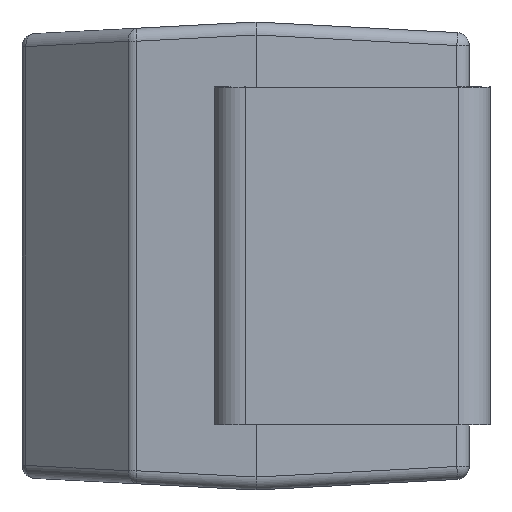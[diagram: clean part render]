
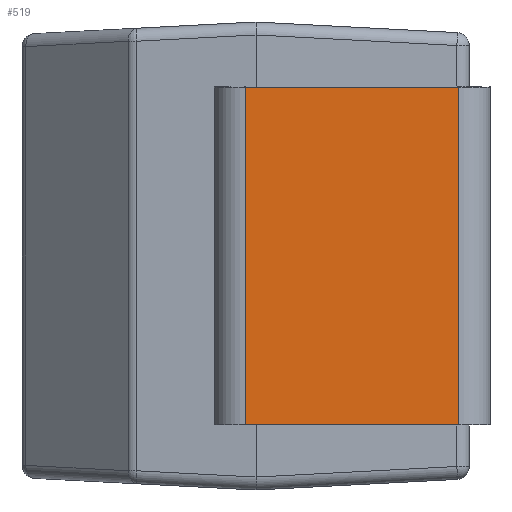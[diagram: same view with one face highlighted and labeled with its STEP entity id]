
A CAD part, left-side view. The second image highlights one B-rep face of the part: STEP entity #519.
In plain terms, the highlighted planar face has unit normal (-1, 0, 0).
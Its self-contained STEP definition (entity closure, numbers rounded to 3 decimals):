
#58 = CARTESIAN_POINT ( 'NONE',  ( -1.7, 0.08, 0.65 ) ) ;
#208 = ORIENTED_EDGE ( 'NONE', *, *, #5517, .T. ) ;
#519 = ADVANCED_FACE ( 'NONE', ( #8865 ), #8181, .F. ) ;
#617 = EDGE_LOOP ( 'NONE', ( #208, #6700, #4813, #9081 ) ) ;
#696 = CARTESIAN_POINT ( 'NONE',  ( -1.7, 0.12, -0.65 ) ) ;
#893 = CARTESIAN_POINT ( 'NONE',  ( -1.7, 0.941, 0.65 ) ) ;
#1388 = VERTEX_POINT ( 'NONE', #6560 ) ;
#1519 = DIRECTION ( 'NONE',  ( 0., 0., -1. ) ) ;
#1663 = LINE ( 'NONE', #4395, #4098 ) ;
#1771 = VECTOR ( 'NONE', #3272, 1000. ) ;
#2334 = DIRECTION ( 'NONE',  ( 0., 0., 1. ) ) ;
#2667 = VERTEX_POINT ( 'NONE', #696 ) ;
#3221 = DIRECTION ( 'NONE',  ( 0., 0., -1. ) ) ;
#3272 = DIRECTION ( 'NONE',  ( 0., -1., 0. ) ) ;
#3693 = DIRECTION ( 'NONE',  ( 0., -1., 0. ) ) ;
#4098 = VECTOR ( 'NONE', #2334, 1000. ) ;
#4302 = AXIS2_PLACEMENT_3D ( 'NONE', #6137, #6004, #3221 ) ;
#4395 = CARTESIAN_POINT ( 'NONE',  ( -1.7, 0.12, 0.65 ) ) ;
#4542 = LINE ( 'NONE', #58, #7139 ) ;
#4813 = ORIENTED_EDGE ( 'NONE', *, *, #7926, .F. ) ;
#5007 = EDGE_CURVE ( 'NONE', #2667, #7008, #1663, .T. ) ;
#5399 = VECTOR ( 'NONE', #1519, 1000. ) ;
#5517 = EDGE_CURVE ( 'NONE', #1388, #2667, #7583, .T. ) ;
#5570 = VERTEX_POINT ( 'NONE', #5723 ) ;
#5723 = CARTESIAN_POINT ( 'NONE',  ( -1.7, 0.941, 0.65 ) ) ;
#6004 = DIRECTION ( 'NONE',  ( 1., 0., 0. ) ) ;
#6137 = CARTESIAN_POINT ( 'NONE',  ( -1.7, 0.08, 0.65 ) ) ;
#6560 = CARTESIAN_POINT ( 'NONE',  ( -1.7, 0.941, -0.65 ) ) ;
#6700 = ORIENTED_EDGE ( 'NONE', *, *, #5007, .T. ) ;
#7008 = VERTEX_POINT ( 'NONE', #7466 ) ;
#7139 = VECTOR ( 'NONE', #3693, 1000. ) ;
#7466 = CARTESIAN_POINT ( 'NONE',  ( -1.7, 0.12, 0.65 ) ) ;
#7583 = LINE ( 'NONE', #8867, #1771 ) ;
#7926 = EDGE_CURVE ( 'NONE', #5570, #7008, #4542, .T. ) ;
#8181 = PLANE ( 'NONE',  #4302 ) ;
#8482 = EDGE_CURVE ( 'NONE', #5570, #1388, #8540, .T. ) ;
#8540 = LINE ( 'NONE', #893, #5399 ) ;
#8865 = FACE_OUTER_BOUND ( 'NONE', #617, .T. ) ;
#8867 = CARTESIAN_POINT ( 'NONE',  ( -1.7, 0.08, -0.65 ) ) ;
#9081 = ORIENTED_EDGE ( 'NONE', *, *, #8482, .T. ) ;
